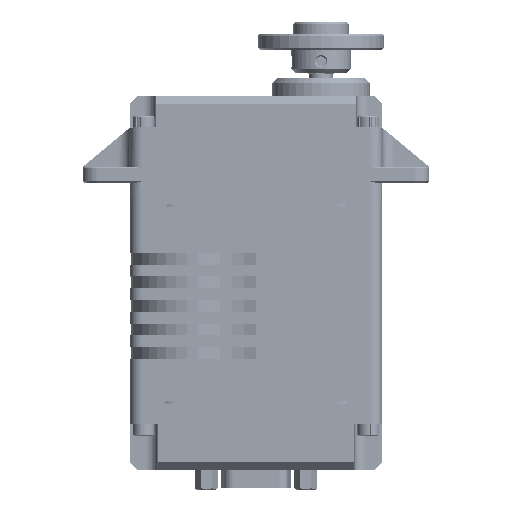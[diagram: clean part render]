
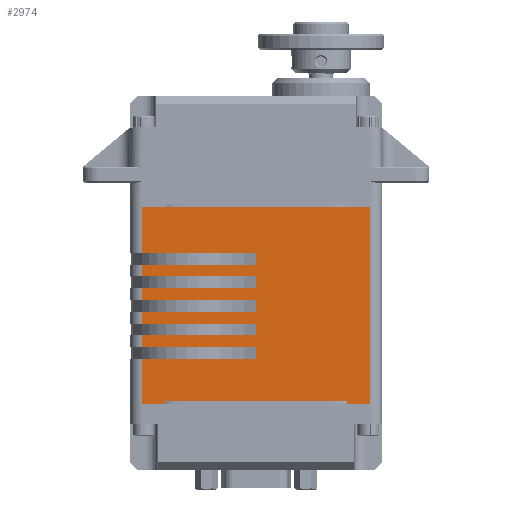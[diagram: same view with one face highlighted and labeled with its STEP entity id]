
A CAD part, top view. The second image highlights one B-rep face of the part: STEP entity #2974.
In plain terms, the highlighted planar face has unit normal (0, 0, 1).
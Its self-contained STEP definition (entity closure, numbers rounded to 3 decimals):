
#162=DIRECTION('',(1.,0.,0.));
#163=VECTOR('',#162,58.);
#164=CARTESIAN_POINT('',(-29.,0.,16.5));
#165=LINE('',#164,#163);
#638=DIRECTION('',(1.,0.,0.));
#639=VECTOR('',#638,29.);
#640=CARTESIAN_POINT('',(-29.,-11.5,16.5));
#641=LINE('',#640,#639);
#645=DIRECTION('',(0.,-1.,0.));
#646=VECTOR('',#645,11.5);
#647=CARTESIAN_POINT('',(-29.,0.,16.5));
#648=LINE('',#647,#646);
#652=DIRECTION('',(0.,1.,0.));
#653=VECTOR('',#652,0.8);
#654=CARTESIAN_POINT('',(23.111,-50.,16.5));
#655=LINE('',#654,#653);
#659=DIRECTION('',(1.,0.,0.));
#660=VECTOR('',#659,46.223);
#661=CARTESIAN_POINT('',(-23.111,-49.2,16.5));
#662=LINE('',#661,#660);
#666=DIRECTION('',(0.,1.,0.));
#667=VECTOR('',#666,0.8);
#668=CARTESIAN_POINT('',(-23.111,-50.,16.5));
#669=LINE('',#668,#667);
#673=DIRECTION('',(0.,-1.,0.));
#674=VECTOR('',#673,11.5);
#675=CARTESIAN_POINT('',(-29.,-38.5,16.5));
#676=LINE('',#675,#674);
#680=DIRECTION('',(1.,0.,0.));
#681=VECTOR('',#680,29.);
#682=CARTESIAN_POINT('',(-29.,-38.5,16.5));
#683=LINE('',#682,#681);
#687=DIRECTION('',(0.,-1.,0.));
#688=VECTOR('',#687,3.);
#689=CARTESIAN_POINT('',(0.,-35.5,16.5));
#690=LINE('',#689,#688);
#694=DIRECTION('',(1.,0.,0.));
#695=VECTOR('',#694,29.);
#696=CARTESIAN_POINT('',(-29.,-35.5,16.5));
#697=LINE('',#696,#695);
#701=DIRECTION('',(0.,-1.,0.));
#702=VECTOR('',#701,3.);
#703=CARTESIAN_POINT('',(-29.,-32.5,16.5));
#704=LINE('',#703,#702);
#708=DIRECTION('',(1.,0.,0.));
#709=VECTOR('',#708,29.);
#710=CARTESIAN_POINT('',(-29.,-32.5,16.5));
#711=LINE('',#710,#709);
#715=DIRECTION('',(0.,-1.,0.));
#716=VECTOR('',#715,3.);
#717=CARTESIAN_POINT('',(0.,-29.5,16.5));
#718=LINE('',#717,#716);
#722=DIRECTION('',(1.,0.,0.));
#723=VECTOR('',#722,29.);
#724=CARTESIAN_POINT('',(-29.,-29.5,16.5));
#725=LINE('',#724,#723);
#729=DIRECTION('',(0.,-1.,0.));
#730=VECTOR('',#729,3.);
#731=CARTESIAN_POINT('',(-29.,-26.5,16.5));
#732=LINE('',#731,#730);
#736=DIRECTION('',(1.,0.,0.));
#737=VECTOR('',#736,29.);
#738=CARTESIAN_POINT('',(-29.,-26.5,16.5));
#739=LINE('',#738,#737);
#743=DIRECTION('',(0.,-1.,0.));
#744=VECTOR('',#743,3.);
#745=CARTESIAN_POINT('',(0.,-23.5,16.5));
#746=LINE('',#745,#744);
#750=DIRECTION('',(1.,0.,0.));
#751=VECTOR('',#750,29.);
#752=CARTESIAN_POINT('',(-29.,-23.5,16.5));
#753=LINE('',#752,#751);
#757=DIRECTION('',(0.,-1.,0.));
#758=VECTOR('',#757,3.);
#759=CARTESIAN_POINT('',(-29.,-20.5,16.5));
#760=LINE('',#759,#758);
#764=DIRECTION('',(1.,0.,0.));
#765=VECTOR('',#764,29.);
#766=CARTESIAN_POINT('',(-29.,-20.5,16.5));
#767=LINE('',#766,#765);
#771=DIRECTION('',(0.,-1.,0.));
#772=VECTOR('',#771,3.);
#773=CARTESIAN_POINT('',(0.,-17.5,16.5));
#774=LINE('',#773,#772);
#778=DIRECTION('',(1.,0.,0.));
#779=VECTOR('',#778,29.);
#780=CARTESIAN_POINT('',(-29.,-17.5,16.5));
#781=LINE('',#780,#779);
#785=DIRECTION('',(0.,-1.,0.));
#786=VECTOR('',#785,3.);
#787=CARTESIAN_POINT('',(-29.,-14.5,16.5));
#788=LINE('',#787,#786);
#792=DIRECTION('',(1.,0.,0.));
#793=VECTOR('',#792,29.);
#794=CARTESIAN_POINT('',(-29.,-14.5,16.5));
#795=LINE('',#794,#793);
#799=DIRECTION('',(0.,-1.,0.));
#800=VECTOR('',#799,3.);
#801=CARTESIAN_POINT('',(0.,-11.5,16.5));
#802=LINE('',#801,#800);
#972=DIRECTION('',(1.,0.,0.));
#973=VECTOR('',#972,5.889);
#974=CARTESIAN_POINT('',(-29.,-50.,16.5));
#975=LINE('',#974,#973);
#986=DIRECTION('',(1.,0.,0.));
#987=VECTOR('',#986,5.889);
#988=CARTESIAN_POINT('',(23.111,-50.,16.5));
#989=LINE('',#988,#987);
#1297=DIRECTION('',(0.,-1.,0.));
#1298=VECTOR('',#1297,50.);
#1299=CARTESIAN_POINT('',(29.,0.,16.5));
#1300=LINE('',#1299,#1298);
#2140=CARTESIAN_POINT('',(-29.,0.,16.5));
#2141=VERTEX_POINT('',#2140);
#2142=CARTESIAN_POINT('',(29.,0.,16.5));
#2143=VERTEX_POINT('',#2142);
#2155=CARTESIAN_POINT('',(-29.,-50.,16.5));
#2157=VERTEX_POINT('',#2155);
#2158=CARTESIAN_POINT('',(29.,-50.,16.5));
#2160=VERTEX_POINT('',#2158);
#2290=CARTESIAN_POINT('',(-23.111,-49.2,16.5));
#2291=CARTESIAN_POINT('',(23.111,-49.2,16.5));
#2292=VERTEX_POINT('',#2290);
#2293=VERTEX_POINT('',#2291);
#2306=CARTESIAN_POINT('',(-23.111,-50.,16.5));
#2307=VERTEX_POINT('',#2306);
#2308=CARTESIAN_POINT('',(23.111,-50.,16.5));
#2309=VERTEX_POINT('',#2308);
#2330=CARTESIAN_POINT('',(-29.,-38.5,16.5));
#2331=VERTEX_POINT('',#2330);
#2332=CARTESIAN_POINT('',(-29.,-35.5,16.5));
#2333=VERTEX_POINT('',#2332);
#2334=CARTESIAN_POINT('',(0.,-38.5,16.5));
#2335=VERTEX_POINT('',#2334);
#2336=CARTESIAN_POINT('',(0.,-35.5,16.5));
#2337=VERTEX_POINT('',#2336);
#2366=CARTESIAN_POINT('',(0.,-32.5,16.5));
#2367=VERTEX_POINT('',#2366);
#2370=CARTESIAN_POINT('',(0.,-29.5,16.5));
#2371=VERTEX_POINT('',#2370);
#2386=CARTESIAN_POINT('',(-29.,-32.5,16.5));
#2387=VERTEX_POINT('',#2386);
#2388=CARTESIAN_POINT('',(-29.,-29.5,16.5));
#2389=VERTEX_POINT('',#2388);
#2398=CARTESIAN_POINT('',(0.,-26.5,16.5));
#2399=VERTEX_POINT('',#2398);
#2402=CARTESIAN_POINT('',(0.,-23.5,16.5));
#2403=VERTEX_POINT('',#2402);
#2414=CARTESIAN_POINT('',(0.,-20.5,16.5));
#2415=VERTEX_POINT('',#2414);
#2418=CARTESIAN_POINT('',(0.,-17.5,16.5));
#2419=VERTEX_POINT('',#2418);
#2430=CARTESIAN_POINT('',(0.,-14.5,16.5));
#2431=VERTEX_POINT('',#2430);
#2434=CARTESIAN_POINT('',(0.,-11.5,16.5));
#2435=VERTEX_POINT('',#2434);
#2444=CARTESIAN_POINT('',(-29.,-23.5,16.5));
#2445=VERTEX_POINT('',#2444);
#2452=CARTESIAN_POINT('',(-29.,-17.5,16.5));
#2453=VERTEX_POINT('',#2452);
#2460=CARTESIAN_POINT('',(-29.,-11.5,16.5));
#2461=VERTEX_POINT('',#2460);
#2468=CARTESIAN_POINT('',(-29.,-26.5,16.5));
#2469=VERTEX_POINT('',#2468);
#2476=CARTESIAN_POINT('',(-29.,-20.5,16.5));
#2477=VERTEX_POINT('',#2476);
#2484=CARTESIAN_POINT('',(-29.,-14.5,16.5));
#2485=VERTEX_POINT('',#2484);
#2916=CARTESIAN_POINT('',(-29.,0.,16.5));
#2917=DIRECTION('',(0.,0.,1.));
#2918=DIRECTION('',(1.,0.,0.));
#2919=AXIS2_PLACEMENT_3D('',#2916,#2917,#2918);
#2920=PLANE('',#2919);
#2921=ORIENTED_EDGE('',*,*,#2842,.F.);
#2923=ORIENTED_EDGE('',*,*,#2922,.F.);
#2924=ORIENTED_EDGE('',*,*,#2509,.T.);
#2926=ORIENTED_EDGE('',*,*,#2925,.T.);
#2928=ORIENTED_EDGE('',*,*,#2927,.F.);
#2930=ORIENTED_EDGE('',*,*,#2929,.T.);
#2932=ORIENTED_EDGE('',*,*,#2931,.F.);
#2934=ORIENTED_EDGE('',*,*,#2933,.F.);
#2936=ORIENTED_EDGE('',*,*,#2935,.F.);
#2938=ORIENTED_EDGE('',*,*,#2937,.F.);
#2939=ORIENTED_EDGE('',*,*,#2734,.T.);
#2941=ORIENTED_EDGE('',*,*,#2940,.F.);
#2943=ORIENTED_EDGE('',*,*,#2942,.F.);
#2945=ORIENTED_EDGE('',*,*,#2944,.F.);
#2947=ORIENTED_EDGE('',*,*,#2946,.T.);
#2949=ORIENTED_EDGE('',*,*,#2948,.F.);
#2951=ORIENTED_EDGE('',*,*,#2950,.F.);
#2953=ORIENTED_EDGE('',*,*,#2952,.F.);
#2955=ORIENTED_EDGE('',*,*,#2954,.T.);
#2957=ORIENTED_EDGE('',*,*,#2956,.F.);
#2959=ORIENTED_EDGE('',*,*,#2958,.F.);
#2961=ORIENTED_EDGE('',*,*,#2960,.F.);
#2963=ORIENTED_EDGE('',*,*,#2962,.T.);
#2965=ORIENTED_EDGE('',*,*,#2964,.F.);
#2967=ORIENTED_EDGE('',*,*,#2966,.F.);
#2969=ORIENTED_EDGE('',*,*,#2968,.F.);
#2970=ORIENTED_EDGE('',*,*,#2894,.T.);
#2971=ORIENTED_EDGE('',*,*,#2876,.F.);
#2972=EDGE_LOOP('',(#2921,#2923,#2924,#2926,#2928,#2930,#2932,#2934,#2936,#2938,
#2939,#2941,#2943,#2945,#2947,#2949,#2951,#2953,#2955,#2957,#2959,#2961,#2963,
#2965,#2967,#2969,#2970,#2971));
#2973=FACE_OUTER_BOUND('',#2972,.F.);
#2974=ADVANCED_FACE('',(#2973),#2920,.T.);
#2509=EDGE_CURVE('',#2141,#2143,#165,.T.);
#2734=EDGE_CURVE('',#2331,#2335,#683,.T.);
#2842=EDGE_CURVE('',#2461,#2435,#641,.T.);
#2876=EDGE_CURVE('',#2435,#2431,#802,.T.);
#2894=EDGE_CURVE('',#2485,#2431,#795,.T.);
#2922=EDGE_CURVE('',#2141,#2461,#648,.T.);
#2925=EDGE_CURVE('',#2143,#2160,#1300,.T.);
#2927=EDGE_CURVE('',#2309,#2160,#989,.T.);
#2929=EDGE_CURVE('',#2309,#2293,#655,.T.);
#2931=EDGE_CURVE('',#2292,#2293,#662,.T.);
#2933=EDGE_CURVE('',#2307,#2292,#669,.T.);
#2935=EDGE_CURVE('',#2157,#2307,#975,.T.);
#2937=EDGE_CURVE('',#2331,#2157,#676,.T.);
#2940=EDGE_CURVE('',#2337,#2335,#690,.T.);
#2942=EDGE_CURVE('',#2333,#2337,#697,.T.);
#2944=EDGE_CURVE('',#2387,#2333,#704,.T.);
#2946=EDGE_CURVE('',#2387,#2367,#711,.T.);
#2948=EDGE_CURVE('',#2371,#2367,#718,.T.);
#2950=EDGE_CURVE('',#2389,#2371,#725,.T.);
#2952=EDGE_CURVE('',#2469,#2389,#732,.T.);
#2954=EDGE_CURVE('',#2469,#2399,#739,.T.);
#2956=EDGE_CURVE('',#2403,#2399,#746,.T.);
#2958=EDGE_CURVE('',#2445,#2403,#753,.T.);
#2960=EDGE_CURVE('',#2477,#2445,#760,.T.);
#2962=EDGE_CURVE('',#2477,#2415,#767,.T.);
#2964=EDGE_CURVE('',#2419,#2415,#774,.T.);
#2966=EDGE_CURVE('',#2453,#2419,#781,.T.);
#2968=EDGE_CURVE('',#2485,#2453,#788,.T.);
